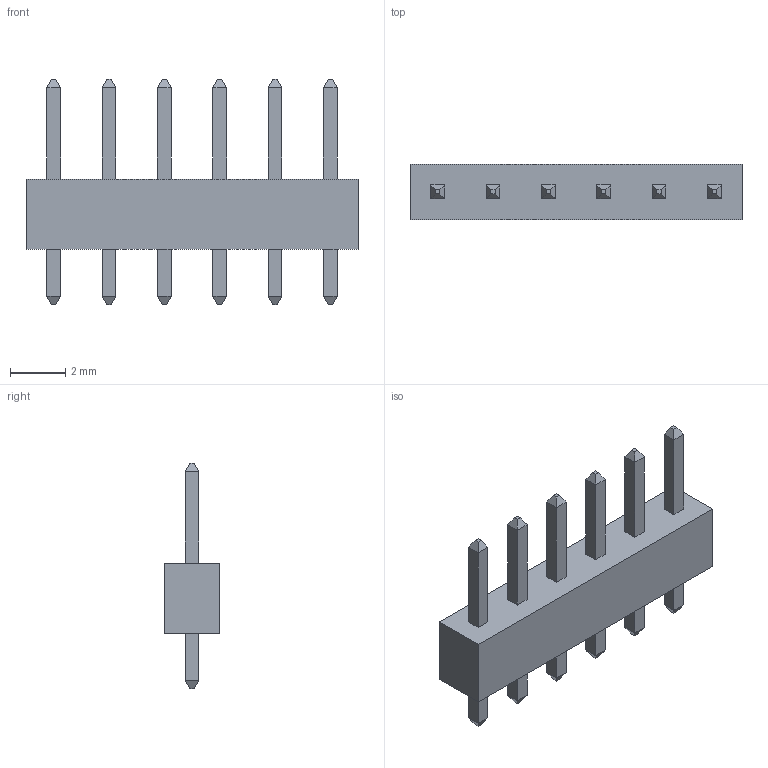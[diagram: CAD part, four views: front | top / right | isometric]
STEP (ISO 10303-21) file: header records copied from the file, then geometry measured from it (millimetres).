
FILE_DESCRIPTION (( 'STEP AP214' ), '1' );
FILE_NAME ( 'HDRV6W50P200_6X1_1200X200H615.STEP', '2022-06-19T11:52:39', ( '' ), ( '' ), '', '©2017 PCB Libraries, Inc.', '' );
FILE_SCHEMA (( 'AUTOMOTIVE_DESIGN' ));
Length unit declared in the file: millimetre
Products named in the file (1): HDRV6W50P200_6X1_1200X200H615
Bounding box: 12 x 2 x 8.15 mm (x, y, z)
Volume: 68.9 mm3; surface area: 188 mm2
Topology: 13 solids, 13 shells, 126 faces, 252 edges, 152 vertices
Faces by surface type: plane 126
Entity records: 3575 total; most frequent: CARTESIAN_POINT 531, DIRECTION 506, ORIENTED_EDGE 504, VECTOR 252, LINE 252, EDGE_CURVE 252, VERTEX_POINT 152, STYLED_ITEM 140
